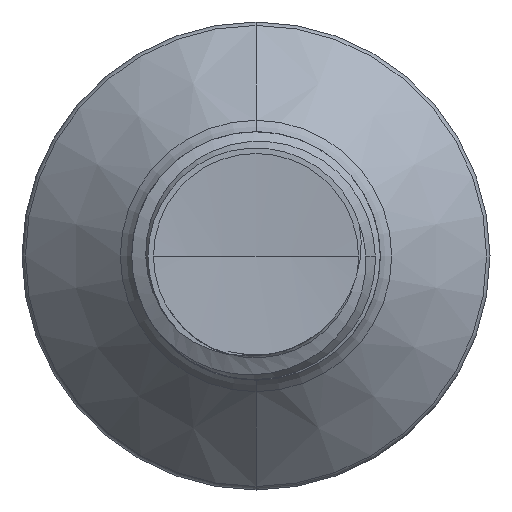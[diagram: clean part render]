
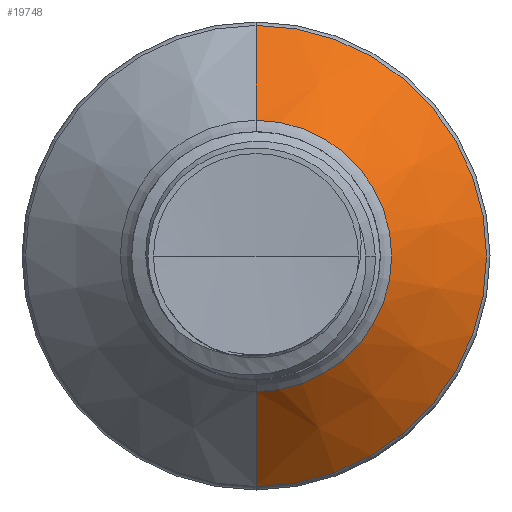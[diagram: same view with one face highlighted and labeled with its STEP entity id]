
A CAD part, front view. The second image highlights one B-rep face of the part: STEP entity #19748.
In plain terms, the highlighted conical face has half-angle 45 degrees and reference radius 3.276 mm.
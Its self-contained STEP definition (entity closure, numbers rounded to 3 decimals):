
#840 = CARTESIAN_POINT ( 'NONE',  ( 0., 13.607, -3.276 ) ) ;
#977 = DIRECTION ( 'NONE',  ( 0., 1., 0. ) ) ;
#1111 = DIRECTION ( 'NONE',  ( 0., 0., 1. ) ) ;
#1575 = CARTESIAN_POINT ( 'NONE',  ( 0., 15.899, 0. ) ) ;
#2037 = DIRECTION ( 'NONE',  ( 0., 0.707, 0.707 ) ) ;
#2059 = EDGE_LOOP ( 'NONE', ( #8357, #8508, #8568, #8620 ) ) ;
#2429 = CARTESIAN_POINT ( 'NONE',  ( 0., 15.899, -5.567 ) ) ;
#2844 = CARTESIAN_POINT ( 'NONE',  ( 0., 13.607, 0. ) ) ;
#2909 = DIRECTION ( 'NONE',  ( 0., 1., 0. ) ) ;
#2913 = CONICAL_SURFACE ( 'NONE', #23644, 3.276, 0.785 ) ;
#3048 = DIRECTION ( 'NONE',  ( 0., 0., 1. ) ) ;
#3434 = DIRECTION ( 'NONE',  ( 0., 0.707, -0.707 ) ) ;
#4102 = CIRCLE ( 'NONE', #23920, 5.567 ) ;
#4206 = VERTEX_POINT ( 'NONE', #2429 ) ;
#5886 = CARTESIAN_POINT ( 'NONE',  ( 0., 13.607, -3.276 ) ) ;
#6645 = VERTEX_POINT ( 'NONE', #840 ) ;
#7009 = VERTEX_POINT ( 'NONE', #19566 ) ;
#7572 = CARTESIAN_POINT ( 'NONE',  ( 0., 13.607, 3.276 ) ) ;
#8357 = ORIENTED_EDGE ( 'NONE', *, *, #10405, .T. ) ;
#8508 = ORIENTED_EDGE ( 'NONE', *, *, #10441, .T. ) ;
#8568 = ORIENTED_EDGE ( 'NONE', *, *, #10489, .F. ) ;
#8620 = ORIENTED_EDGE ( 'NONE', *, *, #10550, .F. ) ;
#9806 = VECTOR ( 'NONE', #2037, 1000. ) ;
#10142 = CIRCLE ( 'NONE', #19804, 3.276 ) ;
#10405 = EDGE_CURVE ( 'NONE', #7009, #6645, #10142, .T. ) ;
#10441 = EDGE_CURVE ( 'NONE', #6645, #4206, #17251, .T. ) ;
#10489 = EDGE_CURVE ( 'NONE', #14428, #4206, #4102, .T. ) ;
#10550 = EDGE_CURVE ( 'NONE', #7009, #14428, #22052, .T. ) ;
#13608 = CARTESIAN_POINT ( 'NONE',  ( 0., 13.607, 0. ) ) ;
#14428 = VERTEX_POINT ( 'NONE', #18054 ) ;
#15916 = DIRECTION ( 'NONE',  ( 0., 1., 0. ) ) ;
#17251 = LINE ( 'NONE', #5886, #27064 ) ;
#18054 = CARTESIAN_POINT ( 'NONE',  ( 0., 15.899, 5.567 ) ) ;
#19566 = CARTESIAN_POINT ( 'NONE',  ( 0., 13.607, 3.276 ) ) ;
#19748 = ADVANCED_FACE ( 'NONE', ( #27925 ), #2913, .T. ) ;
#19804 = AXIS2_PLACEMENT_3D ( 'NONE', #2844, #2909, #3048 ) ;
#22052 = LINE ( 'NONE', #7572, #9806 ) ;
#23644 = AXIS2_PLACEMENT_3D ( 'NONE', #13608, #15916, #28148 ) ;
#23920 = AXIS2_PLACEMENT_3D ( 'NONE', #1575, #977, #1111 ) ;
#27064 = VECTOR ( 'NONE', #3434, 1000. ) ;
#27925 = FACE_OUTER_BOUND ( 'NONE', #2059, .T. ) ;
#28148 = DIRECTION ( 'NONE',  ( 0., 0., 1. ) ) ;
